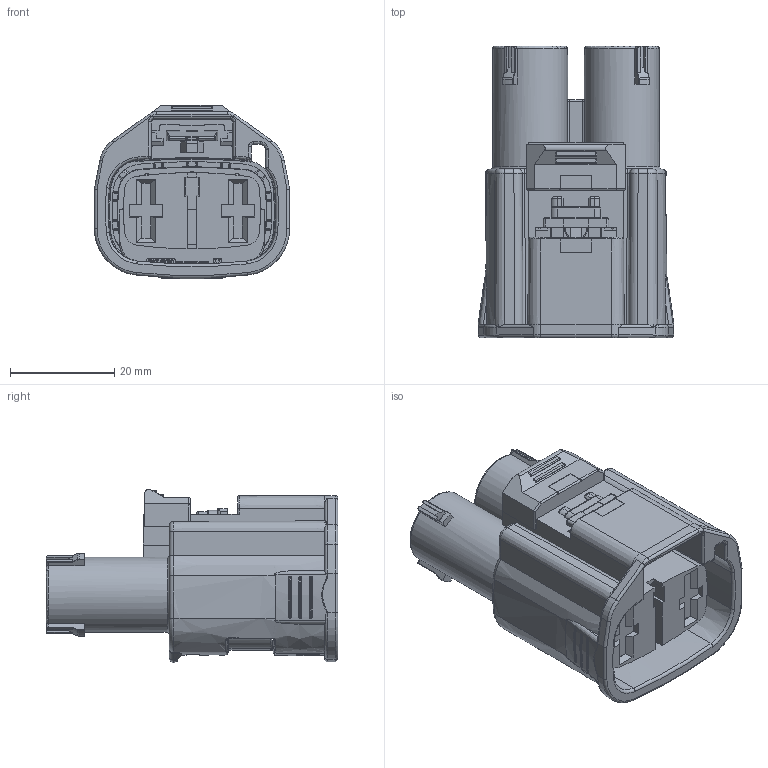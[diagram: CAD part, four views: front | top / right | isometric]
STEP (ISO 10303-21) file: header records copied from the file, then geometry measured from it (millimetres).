
FILE_DESCRIPTION(/* description */ (''),/* implementation_level */ '2;1');
FILE_NAME(/* name */ '35592566-ENV01_01-CONN.stp',/* time_stamp */ '2023-12-01T14:26:02+08:00',/* author */ (''),/* organization */ (''),/* preprocessor_version */ 'ST-DEVELOPER v16',/* originating_system */ 'SIEMENS PLM Software NX 11.0',/* authorisation */ '');
FILE_SCHEMA (('AP203_CONFIGURATION_CONTROLLED_3D_DESIGN_OF_MECHANICAL_PARTS_AND_ASSEMBLIES_MIM_LF { 1 0 10303 403 2 1 2}'));
Length unit declared in the file: millimetre
Products named in the file (1): 35592566-ENV01_01-CONN
Bounding box: 37.5 x 56 x 33.33 mm (x, y, z)
Volume: 26886.9 mm3; surface area: 14953.9 mm2
Topology: 1 solids, 2 shells, 2054 faces, 5444 edges, 3487 vertices
Faces by surface type: plane 1242, cylinder 320, bspline 206, torus 109, extrusion 76, sphere 46, cone 39, revolution 16
Full cylindrical faces by diameter (mm): 0.485 x2, 4.975 x2, 12 x2, 14.4 x2
Entity records: 72382 total; most frequent: CARTESIAN_POINT 23807, ORIENTED_EDGE 10798, DIRECTION 8855, EDGE_CURVE 5399, VERTEX_POINT 3480, VECTOR 3413, LINE 3337, AXIS2_PLACEMENT_3D 2713
